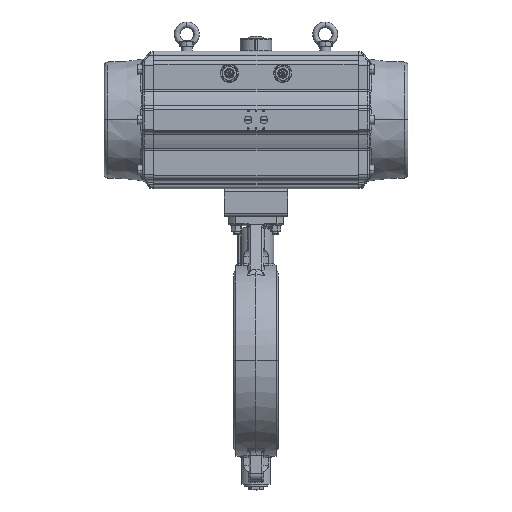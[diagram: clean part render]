
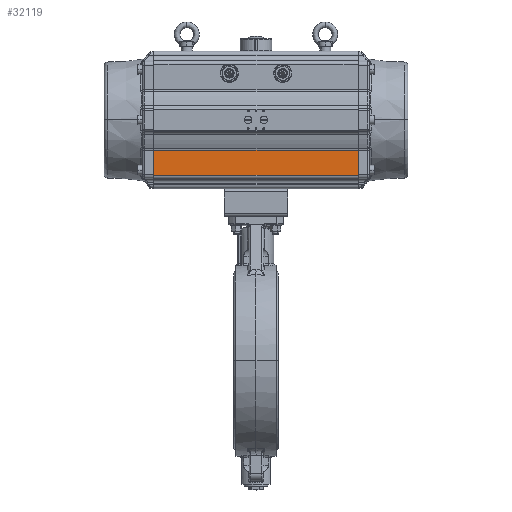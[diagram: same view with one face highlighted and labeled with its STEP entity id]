
A CAD part, top view. The second image highlights one B-rep face of the part: STEP entity #32119.
In plain terms, the highlighted planar face has unit normal (0, 0, -1).
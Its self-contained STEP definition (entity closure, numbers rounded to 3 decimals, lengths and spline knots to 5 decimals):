
#4801 = VERTEX_POINT ( 'NONE', #58536 ) ;
#12663 = DIRECTION ( 'NONE',  ( 0., 1., 0. ) ) ;
#12722 = VERTEX_POINT ( 'NONE', #41101 ) ;
#14446 = CARTESIAN_POINT ( 'NONE',  ( -0.36484, 0.45069, 0.873 ) ) ;
#16041 = ORIENTED_EDGE ( 'NONE', *, *, #39355, .T. ) ;
#17216 = DIRECTION ( 'NONE',  ( -1., 0., 0. ) ) ;
#24642 = VERTEX_POINT ( 'NONE', #59381 ) ;
#28991 = LINE ( 'NONE', #64069, #89577 ) ;
#32119 = ADVANCED_FACE ( 'NONE', ( #51184 ), #59672, .T. ) ;
#33109 = CARTESIAN_POINT ( 'NONE',  ( -0.36484, 0.38753, 0.873 ) ) ;
#35947 = VECTOR ( 'NONE', #12663, 1. ) ;
#36348 = VERTEX_POINT ( 'NONE', #106746 ) ;
#36757 = EDGE_CURVE ( 'NONE', #4801, #24642, #57418, .T. ) ;
#39355 = EDGE_CURVE ( 'NONE', #12722, #4801, #55636, .T. ) ;
#41051 = LINE ( 'NONE', #33109, #56595 ) ;
#41101 = CARTESIAN_POINT ( 'NONE',  ( -0.36484, 0.38753, 0.873 ) ) ;
#47132 = DIRECTION ( 'NONE',  ( 0., -1., 0. ) ) ;
#51184 = FACE_OUTER_BOUND ( 'NONE', #83158, .T. ) ;
#55636 = LINE ( 'NONE', #88976, #35947 ) ;
#56595 = VECTOR ( 'NONE', #100985, 1. ) ;
#57418 = LINE ( 'NONE', #14446, #81058 ) ;
#58536 = CARTESIAN_POINT ( 'NONE',  ( -0.36484, 0.45069, 0.873 ) ) ;
#59381 = CARTESIAN_POINT ( 'NONE',  ( 0.15216, 0.45069, 0.873 ) ) ;
#59672 = PLANE ( 'NONE',  #85976 ) ;
#64069 = CARTESIAN_POINT ( 'NONE',  ( 0.15216, 0.45307, 0.873 ) ) ;
#73243 = DIRECTION ( 'NONE',  ( 1., 0., 0. ) ) ;
#77163 = CARTESIAN_POINT ( 'NONE',  ( -0.36484, 0.45307, 0.873 ) ) ;
#80230 = ORIENTED_EDGE ( 'NONE', *, *, #93400, .T. ) ;
#81058 = VECTOR ( 'NONE', #73243, 1. ) ;
#81790 = ORIENTED_EDGE ( 'NONE', *, *, #91306, .T. ) ;
#83158 = EDGE_LOOP ( 'NONE', ( #16041, #111812, #80230, #81790 ) ) ;
#85976 = AXIS2_PLACEMENT_3D ( 'NONE', #77163, #103178, #17216 ) ;
#88976 = CARTESIAN_POINT ( 'NONE',  ( -0.36484, 0.45307, 0.873 ) ) ;
#89577 = VECTOR ( 'NONE', #47132, 1. ) ;
#91306 = EDGE_CURVE ( 'NONE', #36348, #12722, #41051, .T. ) ;
#93400 = EDGE_CURVE ( 'NONE', #24642, #36348, #28991, .T. ) ;
#100985 = DIRECTION ( 'NONE',  ( -1., 0., 0. ) ) ;
#103178 = DIRECTION ( 'NONE',  ( 0., 0., -1. ) ) ;
#106746 = CARTESIAN_POINT ( 'NONE',  ( 0.15216, 0.38753, 0.873 ) ) ;
#111812 = ORIENTED_EDGE ( 'NONE', *, *, #36757, .T. ) ;
